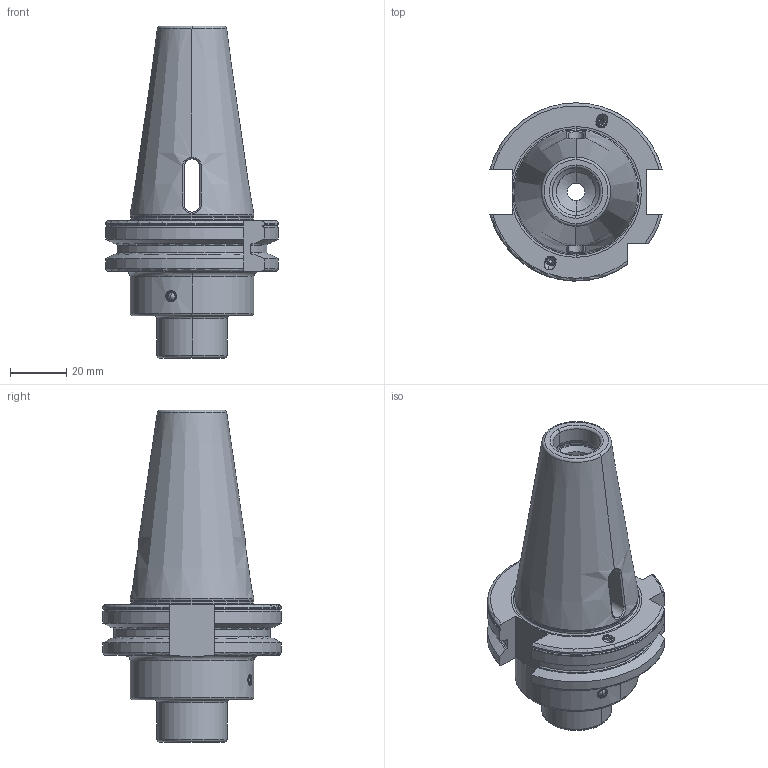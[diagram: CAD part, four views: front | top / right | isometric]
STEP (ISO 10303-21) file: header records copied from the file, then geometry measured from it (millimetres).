
FILE_DESCRIPTION((''),'2;1');
FILE_NAME('DC_403_07_01','2020-11-27T',('101107'),(''),'CREO PARAMETRIC BY PTC INC, 2016260','CREO PARAMETRIC BY PTC INC, 2016260','');
FILE_SCHEMA(('CONFIG_CONTROL_DESIGN'));
Length unit declared in the file: millimetre
Products named in the file (1): DC_403_07_01
Bounding box: 61.48 x 63.54 x 118.4 mm (x, y, z)
Volume: 129887.8 mm3; surface area: 26591 mm2
Topology: 1 solids, 7 shells, 294 faces, 695 edges, 405 vertices
Faces by surface type: cone 108, cylinder 68, plane 51, torus 47, bspline 12, sphere 8
Entity records: 9607 total; most frequent: CARTESIAN_POINT 2943, DIRECTION 1419, ORIENTED_EDGE 1362, EDGE_CURVE 681, AXIS2_PLACEMENT_3D 573, VERTEX_POINT 405, EDGE_LOOP 312, FACE_OUTER_BOUND 294
